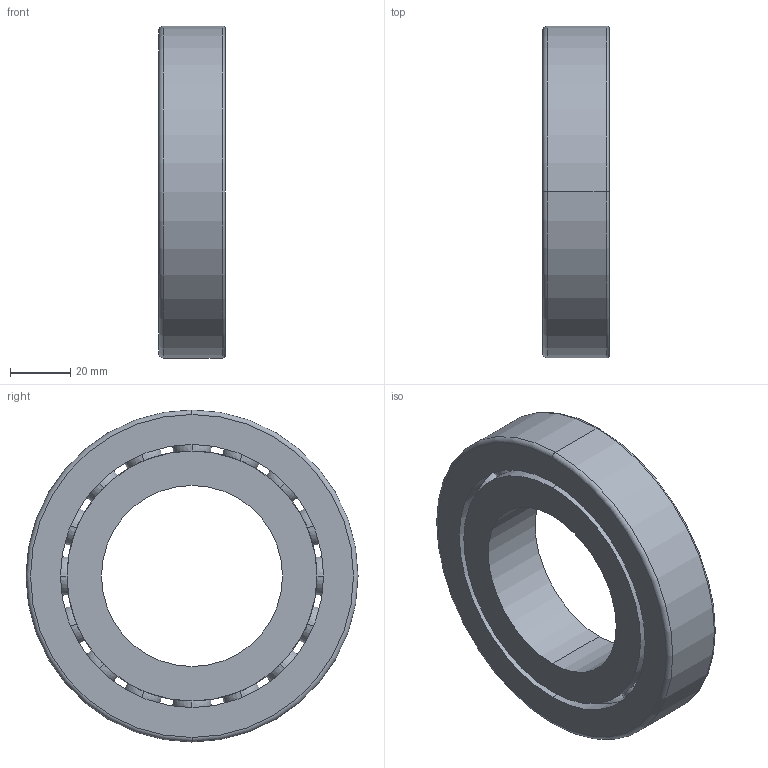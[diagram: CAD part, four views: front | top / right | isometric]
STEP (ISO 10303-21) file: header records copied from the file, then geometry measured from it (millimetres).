
FILE_DESCRIPTION (( 'STEP AP203' ), '1' );
FILE_NAME ('7212 B.step', '2017-05-30T15:17:34', ( 'Windows 蚚誧' ), ( '' ), 'SwSTEP 2.0', 'SolidWorks 2016', '' );
FILE_SCHEMA (( 'CONFIG_CONTROL_DESIGN' ));
Length unit declared in the file: millimetre
Products named in the file (1): 7212 B
Bounding box: 22 x 110 x 110 mm (x, y, z)
Volume: 111767.4 mm3; surface area: 42012.2 mm2
Topology: 1 solids, 1 shells, 102 faces, 472 edges, 310 vertices
Faces by surface type: torus 54, sphere 32, cylinder 10, plane 4, cone 2
Entity records: 6189 total; most frequent: CARTESIAN_POINT 2933, ORIENTED_EDGE 816, DIRECTION 562, EDGE_CURVE 408, VERTEX_POINT 278, AXIS2_PLACEMENT_3D 275, B_SPLINE_CURVE_WITH_KNOTS 224, CIRCLE 172
